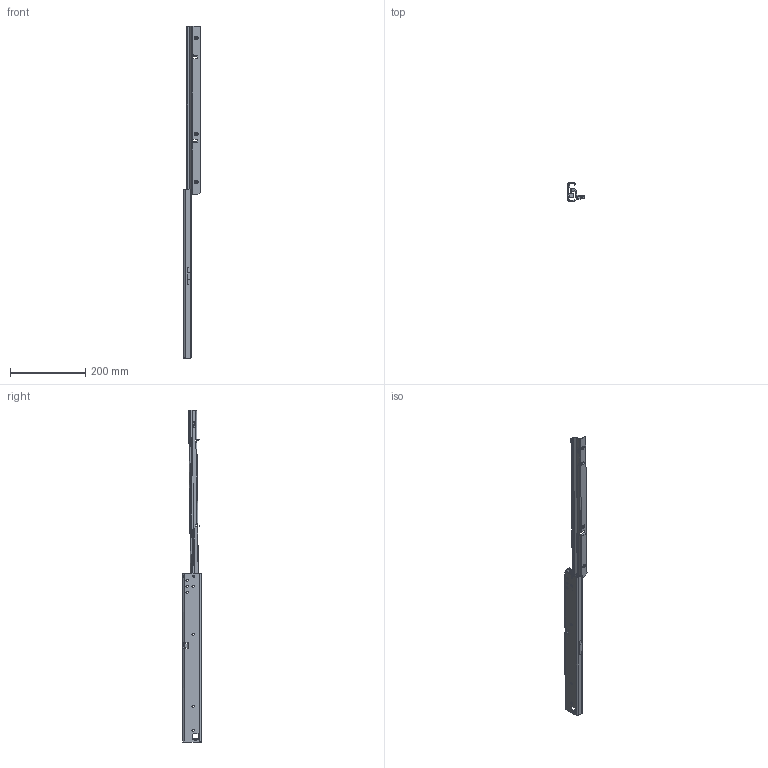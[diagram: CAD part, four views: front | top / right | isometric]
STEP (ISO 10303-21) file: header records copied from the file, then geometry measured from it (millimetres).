
FILE_DESCRIPTION (( 'STEP AP214' ), '1' );
FILE_NAME ('FR_7075.0450mm_18inch_open_left.STEP', '2022-11-21T10:23:30', ( '' ), ( '' ), 'SwSTEP 2.0', 'SolidWorks 2020', '' );
FILE_SCHEMA (( 'AUTOMOTIVE_DESIGN' ));
Length unit declared in the file: millimetre
Products named in the file (5): 7100.XXX-03.S143_NL 450; 7075.XXX-01.0000_NL 450; FR_7075.0450mm_18inch_open_left
Assembly tree (4 placements, depth 3):
  FR_7075.0450mm_18inch_open_left
    7075.XXX-01.0000_NL 450
      7075.XXX-01.0000_NL 450
    7100.XXX-03.S143_NL 450
      7100.XXX-03.S143_NL 450
Bounding box: 44.3 x 50.2 x 885.02 mm (x, y, z)
Volume: 135709.1 mm3; surface area: 126919.2 mm2
Topology: 3 solids, 3 shells, 427 faces, 1109 edges, 681 vertices
Faces by surface type: plane 194, cylinder 154, bspline 49, cone 27, sphere 2, torus 1
Entity records: 15038 total; most frequent: CARTESIAN_POINT 4229, ORIENTED_EDGE 2210, DIRECTION 1961, EDGE_CURVE 1105, VERTEX_POINT 681, AXIS2_PLACEMENT_3D 671, VECTOR 619, LINE 619
